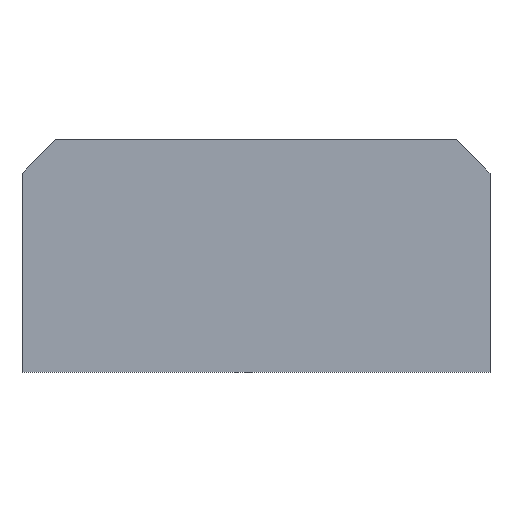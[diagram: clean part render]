
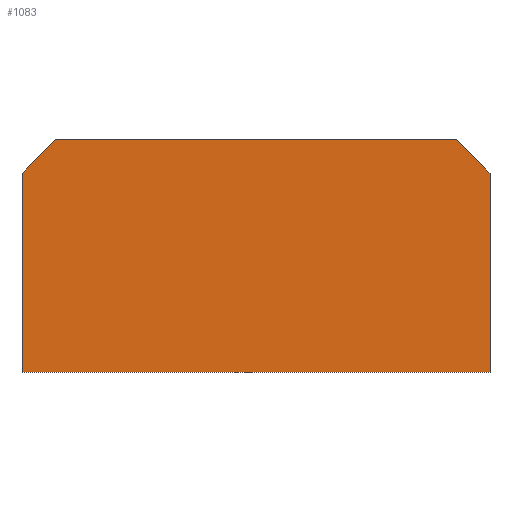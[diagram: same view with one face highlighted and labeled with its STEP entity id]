
A CAD part, front view. The second image highlights one B-rep face of the part: STEP entity #1083.
In plain terms, the highlighted planar face has unit normal (0, -1, 0).
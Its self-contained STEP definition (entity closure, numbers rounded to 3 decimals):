
#8 = ORIENTED_EDGE ( 'NONE', *, *, #110, .F. ) ;
#22 = CARTESIAN_POINT ( 'NONE',  ( -47.75, 0., 47.75 ) ) ;
#38 = VECTOR ( 'NONE', #1427, 1000. ) ;
#49 = CARTESIAN_POINT ( 'NONE',  ( -70.5, 0., 25. ) ) ;
#62 = EDGE_CURVE ( 'NONE', #1129, #445, #1203, .T. ) ;
#104 = VECTOR ( 'NONE', #630, 1000. ) ;
#110 = EDGE_CURVE ( 'NONE', #564, #1129, #1190, .T. ) ;
#128 = LINE ( 'NONE', #22, #442 ) ;
#165 = CARTESIAN_POINT ( 'NONE',  ( 70.5, 0., 35. ) ) ;
#179 = VECTOR ( 'NONE', #815, 1000. ) ;
#181 = CARTESIAN_POINT ( 'NONE',  ( -70.5, 0., -35. ) ) ;
#197 = CARTESIAN_POINT ( 'NONE',  ( 0., 0., 0. ) ) ;
#208 = VERTEX_POINT ( 'NONE', #682 ) ;
#243 = EDGE_LOOP ( 'NONE', ( #1272, #676, #879, #8, #773, #668 ) ) ;
#272 = CARTESIAN_POINT ( 'NONE',  ( -60.5, 0., 35. ) ) ;
#309 = DIRECTION ( 'NONE',  ( 0., -1., 0. ) ) ;
#378 = EDGE_CURVE ( 'NONE', #889, #445, #128, .T. ) ;
#385 = EDGE_CURVE ( 'NONE', #889, #208, #463, .T. ) ;
#423 = PLANE ( 'NONE',  #1330 ) ;
#442 = VECTOR ( 'NONE', #471, 1000. ) ;
#445 = VERTEX_POINT ( 'NONE', #49 ) ;
#458 = CARTESIAN_POINT ( 'NONE',  ( 70.5, 0., 25. ) ) ;
#463 = LINE ( 'NONE', #1163, #179 ) ;
#471 = DIRECTION ( 'NONE',  ( -0.707, 0., -0.707 ) ) ;
#523 = LINE ( 'NONE', #165, #1207 ) ;
#564 = VERTEX_POINT ( 'NONE', #1035 ) ;
#606 = DIRECTION ( 'NONE',  ( 0., 0., -1. ) ) ;
#630 = DIRECTION ( 'NONE',  ( -1., 0., 0. ) ) ;
#632 = VERTEX_POINT ( 'NONE', #458 ) ;
#668 = ORIENTED_EDGE ( 'NONE', *, *, #845, .T. ) ;
#676 = ORIENTED_EDGE ( 'NONE', *, *, #378, .T. ) ;
#682 = CARTESIAN_POINT ( 'NONE',  ( 60.5, 0., 35. ) ) ;
#773 = ORIENTED_EDGE ( 'NONE', *, *, #1379, .F. ) ;
#815 = DIRECTION ( 'NONE',  ( 1., 0., 0. ) ) ;
#845 = EDGE_CURVE ( 'NONE', #632, #208, #974, .T. ) ;
#868 = DIRECTION ( 'NONE',  ( 0., 0., -1. ) ) ;
#871 = CARTESIAN_POINT ( 'NONE',  ( -70.5, 0., -35. ) ) ;
#879 = ORIENTED_EDGE ( 'NONE', *, *, #62, .F. ) ;
#889 = VERTEX_POINT ( 'NONE', #272 ) ;
#892 = DIRECTION ( 'NONE',  ( 0., 0., 1. ) ) ;
#974 = LINE ( 'NONE', #1415, #38 ) ;
#975 = CARTESIAN_POINT ( 'NONE',  ( -70.5, 0., 35. ) ) ;
#979 = FACE_OUTER_BOUND ( 'NONE', #243, .T. ) ;
#1035 = CARTESIAN_POINT ( 'NONE',  ( 70.5, 0., -35. ) ) ;
#1083 = ADVANCED_FACE ( 'NONE', ( #979 ), #423, .T. ) ;
#1129 = VERTEX_POINT ( 'NONE', #871 ) ;
#1163 = CARTESIAN_POINT ( 'NONE',  ( -70.5, 0., 35. ) ) ;
#1190 = LINE ( 'NONE', #181, #104 ) ;
#1203 = LINE ( 'NONE', #975, #1312 ) ;
#1207 = VECTOR ( 'NONE', #606, 1000. ) ;
#1272 = ORIENTED_EDGE ( 'NONE', *, *, #385, .F. ) ;
#1312 = VECTOR ( 'NONE', #892, 1000. ) ;
#1330 = AXIS2_PLACEMENT_3D ( 'NONE', #197, #309, #868 ) ;
#1379 = EDGE_CURVE ( 'NONE', #632, #564, #523, .T. ) ;
#1415 = CARTESIAN_POINT ( 'NONE',  ( 47.75, 0., 47.75 ) ) ;
#1427 = DIRECTION ( 'NONE',  ( -0.707, 0., 0.707 ) ) ;
